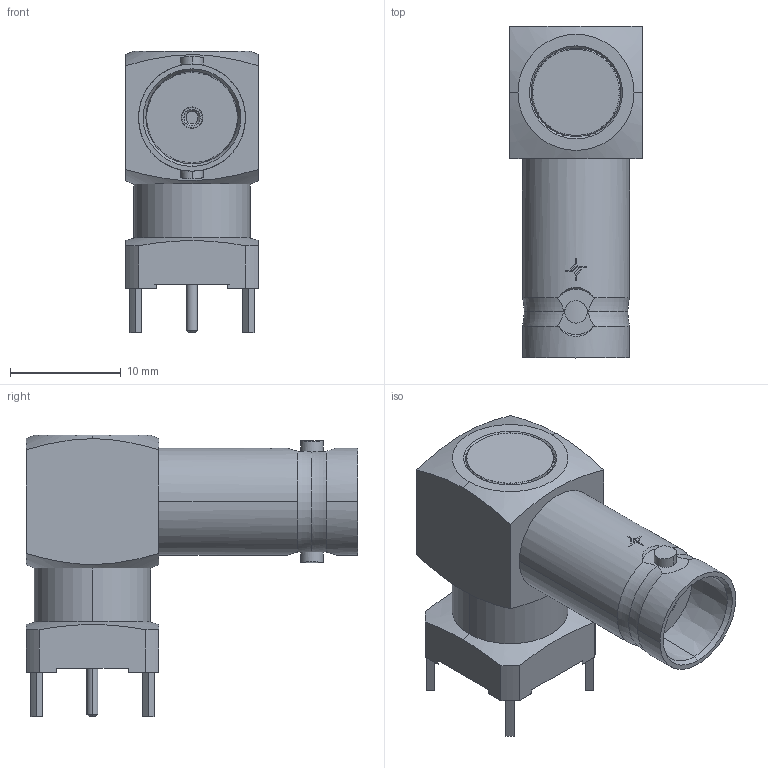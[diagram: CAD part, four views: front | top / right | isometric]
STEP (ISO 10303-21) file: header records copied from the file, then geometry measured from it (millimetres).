
FILE_DESCRIPTION (( 'STEP AP214' ), '1' );
FILE_NAME ('J01003A0018.STEP', '2018-07-12T11:37:14', ( '' ), ( '' ), 'SwSTEP 2.0', 'SolidWorks 2017', '' );
FILE_SCHEMA (( 'AUTOMOTIVE_DESIGN' ));
Length unit declared in the file: millimetre
Products named in the file (1): J01003A0018
Bounding box: 12 x 30 x 25.45 mm (x, y, z)
Volume: 3739.4 mm3; surface area: 2139.8 mm2
Topology: 1 solids, 3 shells, 308 faces, 1073 edges, 711 vertices
Faces by surface type: plane 148, cone 104, cylinder 50, torus 6
Entity records: 15677 total; most frequent: CARTESIAN_POINT 3273, ORIENTED_EDGE 2146, DIRECTION 1700, EDGE_CURVE 1073, VERTEX_POINT 711, AXIS2_PLACEMENT_3D 624, VECTOR 452, LINE 452
